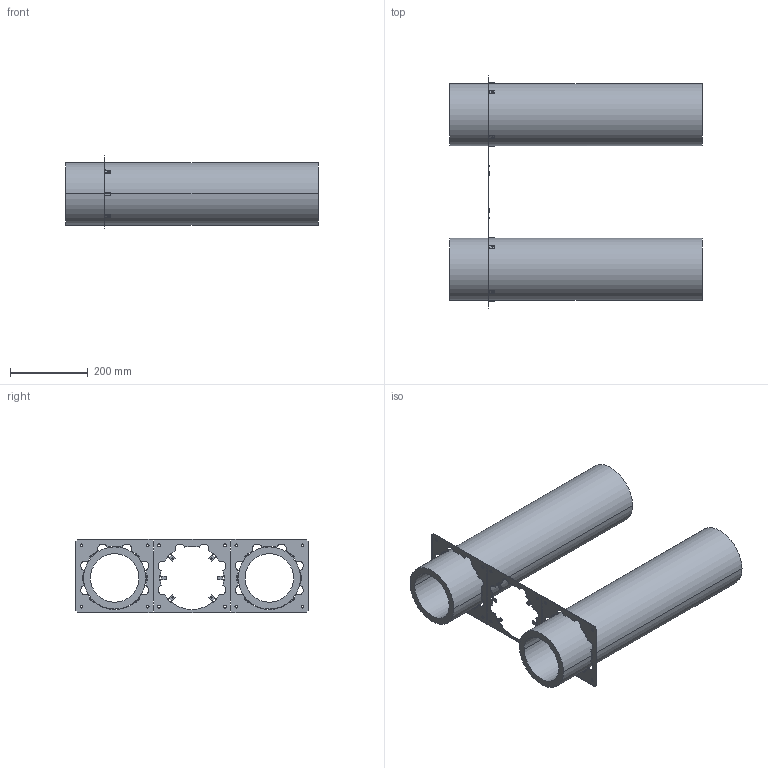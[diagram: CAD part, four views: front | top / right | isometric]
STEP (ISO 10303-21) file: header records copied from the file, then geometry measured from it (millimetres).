
FILE_DESCRIPTION(('Creo Elements/Direct Modeling STEP Export'),'2;1');
FILE_NAME('0092.0587 WS 120 TRIO L MP - Montageplatte - Daten PM.stp','2023-04-11T10:41:32',(''),(''),'PTC Creo Elements/Direct Modeling STEP processor for AP214 (Solid Model)','PTC Creo Elements/Direct Modeling 19.0C 15-Aug-2015 (C) Parametric Technology GmbH','');
FILE_SCHEMA(('AUTOMOTIVE_DESIGN { 1 0 10303 214 1 1 1 1 }'));
Length unit declared in the file: millimetre
Products named in the file (2): Montageplatte
Assembly tree (1 placements, depth 2):
  Montageplatte
    Montageplatte
Bounding box: 650 x 598 x 188 mm (x, y, z)
Volume: 10230954.3 mm3; surface area: 1292991.6 mm2
Topology: 1 solids, 1 shells, 484 faces, 1557 edges, 1039 vertices
Faces by surface type: plane 266, cylinder 218
Entity records: 16625 total; most frequent: ORIENTED_EDGE 3114, CARTESIAN_POINT 2992, DIRECTION 2582, EDGE_CURVE 1557, VERTEX_POINT 1039, VECTOR 1004, LINE 1004, AXIS2_PLACEMENT_3D 789
